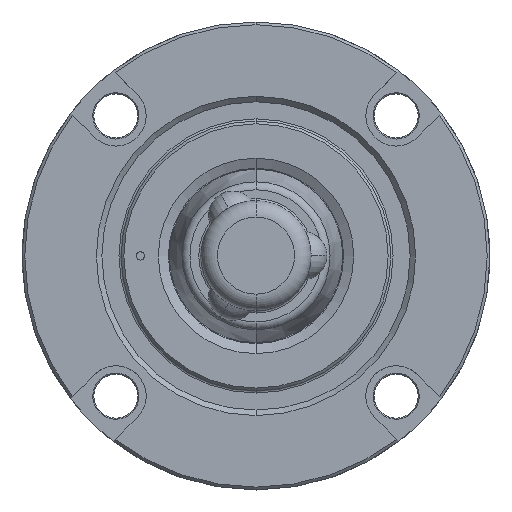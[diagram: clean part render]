
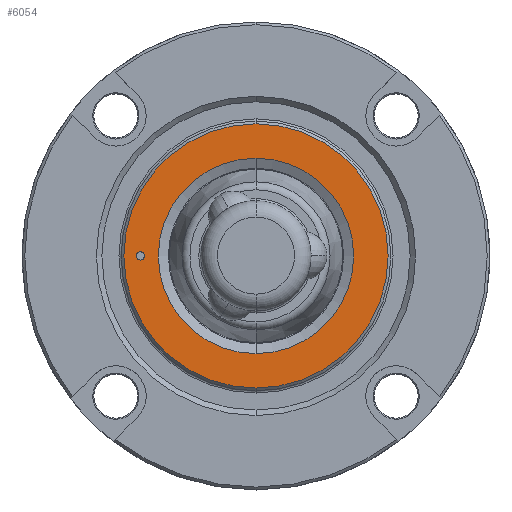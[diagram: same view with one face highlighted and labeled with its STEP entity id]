
A CAD part, top view. The second image highlights one B-rep face of the part: STEP entity #6054.
In plain terms, the highlighted planar face has unit normal (0, 0, 1).
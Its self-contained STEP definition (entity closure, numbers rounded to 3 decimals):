
#165 = DIRECTION ( 'NONE',  ( 0., 0., 1. ) ) ;
#232 = EDGE_CURVE ( 'NONE', #4918, #5563, #3268, .T. ) ;
#279 = AXIS2_PLACEMENT_3D ( 'NONE', #1181, #4031, #2214 ) ;
#312 = CIRCLE ( 'NONE', #4204, 24. ) ;
#466 = ORIENTED_EDGE ( 'NONE', *, *, #232, .F. ) ;
#611 = CIRCLE ( 'NONE', #3810, 0.75 ) ;
#753 = CARTESIAN_POINT ( 'NONE',  ( -21., -0.75, 15. ) ) ;
#920 = VERTEX_POINT ( 'NONE', #2020 ) ;
#947 = DIRECTION ( 'NONE',  ( 0., 0., -1. ) ) ;
#1181 = CARTESIAN_POINT ( 'NONE',  ( 0., 0., 15. ) ) ;
#1384 = CIRCLE ( 'NONE', #279, 24. ) ;
#1487 = PLANE ( 'NONE',  #1627 ) ;
#1531 = CARTESIAN_POINT ( 'NONE',  ( 0., 0., 15. ) ) ;
#1561 = DIRECTION ( 'NONE',  ( 0., 1., 0. ) ) ;
#1627 = AXIS2_PLACEMENT_3D ( 'NONE', #4302, #3305, #1897 ) ;
#1897 = DIRECTION ( 'NONE',  ( 0., 1., 0. ) ) ;
#1956 = VERTEX_POINT ( 'NONE', #3352 ) ;
#2020 = CARTESIAN_POINT ( 'NONE',  ( 0., 24., 15. ) ) ;
#2132 = ORIENTED_EDGE ( 'NONE', *, *, #2682, .T. ) ;
#2189 = EDGE_CURVE ( 'NONE', #3289, #5053, #5177, .T. ) ;
#2214 = DIRECTION ( 'NONE',  ( 0., 1., 0. ) ) ;
#2317 = AXIS2_PLACEMENT_3D ( 'NONE', #4757, #947, #5738 ) ;
#2400 = FACE_OUTER_BOUND ( 'NONE', #4253, .T. ) ;
#2682 = EDGE_CURVE ( 'NONE', #920, #1956, #1384, .T. ) ;
#2833 = FACE_BOUND ( 'NONE', #6166, .T. ) ;
#2886 = ORIENTED_EDGE ( 'NONE', *, *, #4795, .T. ) ;
#3043 = CARTESIAN_POINT ( 'NONE',  ( -21., 0., 15. ) ) ;
#3239 = DIRECTION ( 'NONE',  ( 0., 0., 1. ) ) ;
#3257 = CARTESIAN_POINT ( 'NONE',  ( 0., 17.75, 15. ) ) ;
#3268 = CIRCLE ( 'NONE', #4063, 0.75 ) ;
#3289 = VERTEX_POINT ( 'NONE', #4320 ) ;
#3305 = DIRECTION ( 'NONE',  ( 0., 0., -1. ) ) ;
#3352 = CARTESIAN_POINT ( 'NONE',  ( 0., -24., 15. ) ) ;
#3438 = DIRECTION ( 'NONE',  ( 0., 0., -1. ) ) ;
#3810 = AXIS2_PLACEMENT_3D ( 'NONE', #3043, #4986, #4510 ) ;
#3864 = CARTESIAN_POINT ( 'NONE',  ( -21., 0.75, 15. ) ) ;
#3988 = DIRECTION ( 'NONE',  ( 0., -1., 0. ) ) ;
#4031 = DIRECTION ( 'NONE',  ( 0., 0., 1. ) ) ;
#4063 = AXIS2_PLACEMENT_3D ( 'NONE', #5431, #165, #3988 ) ;
#4168 = CARTESIAN_POINT ( 'NONE',  ( 0., 0., 15. ) ) ;
#4173 = AXIS2_PLACEMENT_3D ( 'NONE', #1531, #3438, #1561 ) ;
#4204 = AXIS2_PLACEMENT_3D ( 'NONE', #4168, #3239, #5145 ) ;
#4253 = EDGE_LOOP ( 'NONE', ( #2132, #5386 ) ) ;
#4302 = CARTESIAN_POINT ( 'NONE',  ( 10., 0., 15. ) ) ;
#4320 = CARTESIAN_POINT ( 'NONE',  ( 0., -17.75, 15. ) ) ;
#4414 = EDGE_LOOP ( 'NONE', ( #5964, #2886 ) ) ;
#4477 = EDGE_CURVE ( 'NONE', #5563, #4918, #611, .T. ) ;
#4510 = DIRECTION ( 'NONE',  ( 0., -1., 0. ) ) ;
#4691 = EDGE_CURVE ( 'NONE', #1956, #920, #312, .T. ) ;
#4757 = CARTESIAN_POINT ( 'NONE',  ( 0., 0., 15. ) ) ;
#4795 = EDGE_CURVE ( 'NONE', #5053, #3289, #5615, .T. ) ;
#4918 = VERTEX_POINT ( 'NONE', #753 ) ;
#4986 = DIRECTION ( 'NONE',  ( 0., 0., 1. ) ) ;
#5053 = VERTEX_POINT ( 'NONE', #3257 ) ;
#5136 = ORIENTED_EDGE ( 'NONE', *, *, #4477, .F. ) ;
#5145 = DIRECTION ( 'NONE',  ( 0., 1., 0. ) ) ;
#5177 = CIRCLE ( 'NONE', #4173, 17.75 ) ;
#5386 = ORIENTED_EDGE ( 'NONE', *, *, #4691, .T. ) ;
#5431 = CARTESIAN_POINT ( 'NONE',  ( -21., 0., 15. ) ) ;
#5563 = VERTEX_POINT ( 'NONE', #3864 ) ;
#5615 = CIRCLE ( 'NONE', #2317, 17.75 ) ;
#5738 = DIRECTION ( 'NONE',  ( 0., 1., 0. ) ) ;
#5775 = FACE_BOUND ( 'NONE', #4414, .T. ) ;
#5964 = ORIENTED_EDGE ( 'NONE', *, *, #2189, .T. ) ;
#6054 = ADVANCED_FACE ( 'NONE', ( #5775, #2400, #2833 ), #1487, .F. ) ;
#6166 = EDGE_LOOP ( 'NONE', ( #466, #5136 ) ) ;
